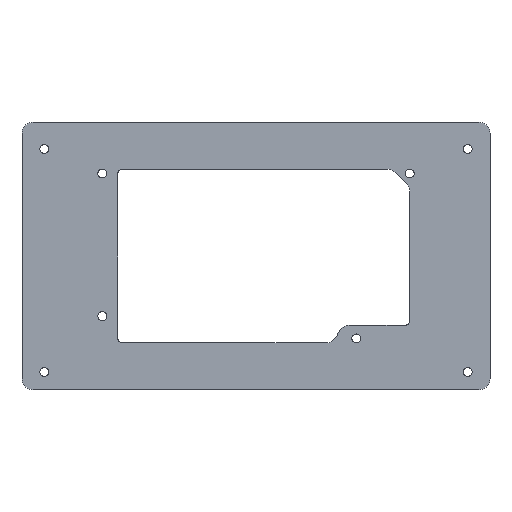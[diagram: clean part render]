
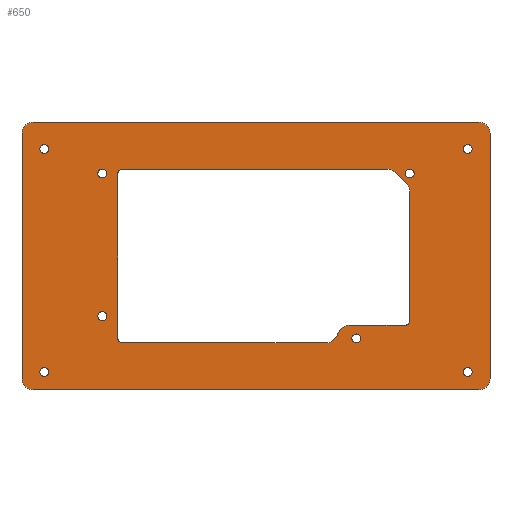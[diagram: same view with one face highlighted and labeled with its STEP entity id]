
A CAD part, top view. The second image highlights one B-rep face of the part: STEP entity #650.
In plain terms, the highlighted planar face has unit normal (0, 0, 1).
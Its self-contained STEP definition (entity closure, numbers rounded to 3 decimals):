
#24=FACE_BOUND('',#119,.T.);
#25=FACE_BOUND('',#120,.T.);
#26=FACE_BOUND('',#121,.T.);
#27=FACE_BOUND('',#122,.T.);
#28=FACE_BOUND('',#123,.T.);
#29=FACE_BOUND('',#124,.T.);
#30=FACE_BOUND('',#125,.T.);
#31=FACE_BOUND('',#126,.T.);
#32=FACE_BOUND('',#127,.T.);
#45=PLANE('',#734);
#77=FACE_OUTER_BOUND('',#118,.T.);
#118=EDGE_LOOP('',(#570,#571,#572,#573,#574,#575,#576,#577));
#119=EDGE_LOOP('',(#578,#579,#580,#581,#582,#583,#584,#585,#586,#587,#588,
#589,#590,#591));
#120=EDGE_LOOP('',(#592));
#121=EDGE_LOOP('',(#593));
#122=EDGE_LOOP('',(#594));
#123=EDGE_LOOP('',(#595));
#124=EDGE_LOOP('',(#596));
#125=EDGE_LOOP('',(#597));
#126=EDGE_LOOP('',(#598));
#127=EDGE_LOOP('',(#599));
#130=LINE('',#941,#182);
#138=LINE('',#965,#190);
#143=LINE('',#980,#195);
#146=LINE('',#991,#198);
#149=LINE('',#1000,#201);
#158=LINE('',#1044,#210);
#161=LINE('',#1054,#213);
#169=LINE('',#1083,#221);
#172=LINE('',#1091,#224);
#175=LINE('',#1099,#227);
#178=LINE('',#1107,#230);
#182=VECTOR('',#747,10.);
#190=VECTOR('',#769,10.);
#195=VECTOR('',#782,10.);
#198=VECTOR('',#793,10.);
#201=VECTOR('',#804,10.);
#210=VECTOR('',#847,10.);
#213=VECTOR('',#860,10.);
#221=VECTOR('',#894,10.);
#224=VECTOR('',#903,10.);
#227=VECTOR('',#912,10.);
#230=VECTOR('',#921,10.);
#232=CIRCLE('',#666,5.);
#235=CIRCLE('',#671,5.);
#237=CIRCLE('',#674,5.);
#239=CIRCLE('',#678,2.);
#241=CIRCLE('',#682,2.);
#243=CIRCLE('',#686,2.);
#244=CIRCLE('',#689,5.);
#258=CIRCLE('',#706,2.);
#259=CIRCLE('',#708,2.);
#260=CIRCLE('',#711,2.);
#261=CIRCLE('',#713,2.);
#262=CIRCLE('',#715,2.);
#263=CIRCLE('',#717,2.);
#264=CIRCLE('',#719,2.);
#265=CIRCLE('',#721,2.);
#266=CIRCLE('',#724,5.);
#267=CIRCLE('',#727,5.);
#268=CIRCLE('',#730,5.);
#269=CIRCLE('',#733,5.);
#270=VERTEX_POINT('',#931);
#271=VERTEX_POINT('',#932);
#274=VERTEX_POINT('',#940);
#277=VERTEX_POINT('',#948);
#280=VERTEX_POINT('',#955);
#281=VERTEX_POINT('',#957);
#283=VERTEX_POINT('',#963);
#286=VERTEX_POINT('',#970);
#287=VERTEX_POINT('',#972);
#289=VERTEX_POINT('',#978);
#292=VERTEX_POINT('',#985);
#293=VERTEX_POINT('',#987);
#295=VERTEX_POINT('',#996);
#296=VERTEX_POINT('',#1003);
#314=VERTEX_POINT('',#1046);
#315=VERTEX_POINT('',#1050);
#316=VERTEX_POINT('',#1056);
#317=VERTEX_POINT('',#1060);
#318=VERTEX_POINT('',#1064);
#319=VERTEX_POINT('',#1068);
#320=VERTEX_POINT('',#1072);
#321=VERTEX_POINT('',#1076);
#322=VERTEX_POINT('',#1080);
#323=VERTEX_POINT('',#1082);
#324=VERTEX_POINT('',#1086);
#325=VERTEX_POINT('',#1090);
#326=VERTEX_POINT('',#1094);
#327=VERTEX_POINT('',#1098);
#328=VERTEX_POINT('',#1102);
#329=VERTEX_POINT('',#1106);
#330=EDGE_CURVE('',#270,#271,#232,.T.);
#334=EDGE_CURVE('',#274,#271,#130,.T.);
#338=EDGE_CURVE('',#274,#277,#235,.T.);
#342=EDGE_CURVE('',#280,#281,#237,.T.);
#346=EDGE_CURVE('',#280,#283,#138,.T.);
#349=EDGE_CURVE('',#286,#287,#239,.T.);
#353=EDGE_CURVE('',#286,#289,#143,.T.);
#356=EDGE_CURVE('',#292,#293,#241,.T.);
#358=EDGE_CURVE('',#292,#277,#146,.T.);
#362=EDGE_CURVE('',#295,#283,#243,.T.);
#363=EDGE_CURVE('',#295,#293,#149,.T.);
#365=EDGE_CURVE('',#296,#289,#244,.T.);
#386=EDGE_CURVE('',#270,#287,#158,.T.);
#387=EDGE_CURVE('',#314,#314,#258,.T.);
#389=EDGE_CURVE('',#315,#315,#259,.T.);
#391=EDGE_CURVE('',#296,#281,#161,.T.);
#392=EDGE_CURVE('',#316,#316,#260,.T.);
#394=EDGE_CURVE('',#317,#317,#261,.T.);
#396=EDGE_CURVE('',#318,#318,#262,.T.);
#398=EDGE_CURVE('',#319,#319,#263,.T.);
#400=EDGE_CURVE('',#320,#320,#264,.T.);
#402=EDGE_CURVE('',#321,#321,#265,.T.);
#405=EDGE_CURVE('',#323,#322,#169,.T.);
#407=EDGE_CURVE('',#324,#323,#266,.T.);
#409=EDGE_CURVE('',#325,#324,#172,.T.);
#411=EDGE_CURVE('',#326,#325,#267,.T.);
#413=EDGE_CURVE('',#327,#326,#175,.T.);
#415=EDGE_CURVE('',#328,#327,#268,.T.);
#417=EDGE_CURVE('',#329,#328,#178,.T.);
#419=EDGE_CURVE('',#322,#329,#269,.T.);
#570=ORIENTED_EDGE('',*,*,#419,.T.);
#571=ORIENTED_EDGE('',*,*,#417,.T.);
#572=ORIENTED_EDGE('',*,*,#415,.T.);
#573=ORIENTED_EDGE('',*,*,#413,.T.);
#574=ORIENTED_EDGE('',*,*,#411,.T.);
#575=ORIENTED_EDGE('',*,*,#409,.T.);
#576=ORIENTED_EDGE('',*,*,#407,.T.);
#577=ORIENTED_EDGE('',*,*,#405,.T.);
#578=ORIENTED_EDGE('',*,*,#365,.F.);
#579=ORIENTED_EDGE('',*,*,#391,.T.);
#580=ORIENTED_EDGE('',*,*,#342,.F.);
#581=ORIENTED_EDGE('',*,*,#346,.T.);
#582=ORIENTED_EDGE('',*,*,#362,.F.);
#583=ORIENTED_EDGE('',*,*,#363,.T.);
#584=ORIENTED_EDGE('',*,*,#356,.F.);
#585=ORIENTED_EDGE('',*,*,#358,.T.);
#586=ORIENTED_EDGE('',*,*,#338,.F.);
#587=ORIENTED_EDGE('',*,*,#334,.T.);
#588=ORIENTED_EDGE('',*,*,#330,.F.);
#589=ORIENTED_EDGE('',*,*,#386,.T.);
#590=ORIENTED_EDGE('',*,*,#349,.F.);
#591=ORIENTED_EDGE('',*,*,#353,.T.);
#592=ORIENTED_EDGE('',*,*,#394,.T.);
#593=ORIENTED_EDGE('',*,*,#392,.T.);
#594=ORIENTED_EDGE('',*,*,#389,.T.);
#595=ORIENTED_EDGE('',*,*,#387,.T.);
#596=ORIENTED_EDGE('',*,*,#402,.T.);
#597=ORIENTED_EDGE('',*,*,#400,.T.);
#598=ORIENTED_EDGE('',*,*,#398,.T.);
#599=ORIENTED_EDGE('',*,*,#396,.T.);
#650=ADVANCED_FACE('',(#77,#24,#25,#26,#27,#28,#29,#30,#31,#32),#45,.T.);
#666=AXIS2_PLACEMENT_3D('',#933,#739,#740);
#671=AXIS2_PLACEMENT_3D('',#949,#754,#755);
#674=AXIS2_PLACEMENT_3D('',#958,#762,#763);
#678=AXIS2_PLACEMENT_3D('',#973,#775,#776);
#682=AXIS2_PLACEMENT_3D('',#988,#788,#789);
#686=AXIS2_PLACEMENT_3D('',#998,#800,#801);
#689=AXIS2_PLACEMENT_3D('',#1004,#808,#809);
#706=AXIS2_PLACEMENT_3D('',#1047,#850,#851);
#708=AXIS2_PLACEMENT_3D('',#1051,#855,#856);
#711=AXIS2_PLACEMENT_3D('',#1057,#863,#864);
#713=AXIS2_PLACEMENT_3D('',#1061,#868,#869);
#715=AXIS2_PLACEMENT_3D('',#1065,#873,#874);
#717=AXIS2_PLACEMENT_3D('',#1069,#878,#879);
#719=AXIS2_PLACEMENT_3D('',#1073,#883,#884);
#721=AXIS2_PLACEMENT_3D('',#1077,#888,#889);
#724=AXIS2_PLACEMENT_3D('',#1087,#898,#899);
#727=AXIS2_PLACEMENT_3D('',#1095,#907,#908);
#730=AXIS2_PLACEMENT_3D('',#1103,#916,#917);
#733=AXIS2_PLACEMENT_3D('',#1110,#925,#926);
#734=AXIS2_PLACEMENT_3D('',#1111,#927,#928);
#739=DIRECTION('center_axis',(0.,0.,1.));
#740=DIRECTION('ref_axis',(0.924,0.383,0.));
#747=DIRECTION('',(0.707,-0.707,0.));
#754=DIRECTION('center_axis',(0.,0.,1.));
#755=DIRECTION('ref_axis',(0.383,0.924,0.));
#762=DIRECTION('center_axis',(0.,0.,1.));
#763=DIRECTION('ref_axis',(0.501,-0.865,0.));
#769=DIRECTION('',(-1.,0.,0.));
#775=DIRECTION('center_axis',(0.,0.,1.));
#776=DIRECTION('ref_axis',(0.707,-0.707,0.));
#782=DIRECTION('',(-1.,0.,0.));
#788=DIRECTION('center_axis',(0.,0.,1.));
#789=DIRECTION('ref_axis',(-0.707,0.707,0.));
#793=DIRECTION('',(1.,0.,0.));
#800=DIRECTION('center_axis',(0.,0.,1.));
#801=DIRECTION('ref_axis',(-0.707,-0.707,0.));
#804=DIRECTION('',(0.,1.,0.));
#808=DIRECTION('center_axis',(0.,0.,-1.));
#809=DIRECTION('ref_axis',(-0.501,0.865,0.));
#847=DIRECTION('',(0.,-1.,0.));
#850=DIRECTION('center_axis',(0.,0.,-1.));
#851=DIRECTION('ref_axis',(1.,0.,0.));
#855=DIRECTION('center_axis',(0.,0.,-1.));
#856=DIRECTION('ref_axis',(1.,0.,0.));
#860=DIRECTION('',(-0.497,-0.868,0.));
#863=DIRECTION('center_axis',(0.,0.,-1.));
#864=DIRECTION('ref_axis',(1.,0.,0.));
#868=DIRECTION('center_axis',(0.,0.,-1.));
#869=DIRECTION('ref_axis',(1.,0.,0.));
#873=DIRECTION('center_axis',(0.,0.,-1.));
#874=DIRECTION('ref_axis',(1.,0.,0.));
#878=DIRECTION('center_axis',(0.,0.,-1.));
#879=DIRECTION('ref_axis',(1.,0.,0.));
#883=DIRECTION('center_axis',(0.,0.,-1.));
#884=DIRECTION('ref_axis',(1.,0.,0.));
#888=DIRECTION('center_axis',(0.,0.,-1.));
#889=DIRECTION('ref_axis',(1.,0.,0.));
#894=DIRECTION('',(0.,-1.,0.));
#898=DIRECTION('center_axis',(0.,0.,1.));
#899=DIRECTION('ref_axis',(0.,1.,0.));
#903=DIRECTION('',(-1.,0.,0.));
#907=DIRECTION('center_axis',(0.,0.,1.));
#908=DIRECTION('ref_axis',(1.,0.,0.));
#912=DIRECTION('',(0.,1.,0.));
#916=DIRECTION('center_axis',(0.,0.,1.));
#917=DIRECTION('ref_axis',(0.,-1.,0.));
#921=DIRECTION('',(1.,0.,0.));
#925=DIRECTION('center_axis',(0.,0.,1.));
#926=DIRECTION('ref_axis',(-1.,0.,0.));
#927=DIRECTION('center_axis',(0.,0.,1.));
#928=DIRECTION('ref_axis',(1.,0.,0.));
#931=CARTESIAN_POINT('',(69.,28.929,1.499));
#932=CARTESIAN_POINT('',(67.536,32.464,1.499));
#933=CARTESIAN_POINT('Origin',(64.,28.929,1.499));
#940=CARTESIAN_POINT('',(62.464,37.536,1.499));
#941=CARTESIAN_POINT('',(65.,35.,1.499));
#948=CARTESIAN_POINT('',(58.929,39.,1.499));
#949=CARTESIAN_POINT('Origin',(58.929,34.,1.499));
#955=CARTESIAN_POINT('',(31.517,-39.,1.499));
#957=CARTESIAN_POINT('',(35.854,-36.487,1.499));
#958=CARTESIAN_POINT('Origin',(31.517,-34.,1.499));
#963=CARTESIAN_POINT('',(-60.,-39.,1.499));
#965=CARTESIAN_POINT('',(-62.,-39.,1.499));
#970=CARTESIAN_POINT('',(67.,-31.,1.499));
#972=CARTESIAN_POINT('',(69.,-29.,1.499));
#973=CARTESIAN_POINT('Origin',(67.,-29.,1.499));
#978=CARTESIAN_POINT('',(41.897,-31.,1.499));
#980=CARTESIAN_POINT('',(39.,-31.,1.499));
#985=CARTESIAN_POINT('',(-60.,39.,1.499));
#987=CARTESIAN_POINT('',(-62.,37.,1.499));
#988=CARTESIAN_POINT('Origin',(-60.,37.,1.499));
#991=CARTESIAN_POINT('',(69.,39.,1.499));
#996=CARTESIAN_POINT('',(-62.,-37.,1.499));
#998=CARTESIAN_POINT('Origin',(-60.,-37.,1.499));
#1000=CARTESIAN_POINT('',(-62.,39.,1.499));
#1003=CARTESIAN_POINT('',(37.559,-33.513,1.499));
#1004=CARTESIAN_POINT('Origin',(41.897,-36.,1.499));
#1044=CARTESIAN_POINT('',(69.,-31.,1.499));
#1046=CARTESIAN_POINT('',(-71.,-27.,1.499));
#1047=CARTESIAN_POINT('Origin',(-69.,-27.,1.499));
#1050=CARTESIAN_POINT('',(43.,-37.,1.499));
#1051=CARTESIAN_POINT('Origin',(45.,-37.,1.499));
#1054=CARTESIAN_POINT('',(34.413,-39.,1.499));
#1056=CARTESIAN_POINT('',(67.,37.,1.499));
#1057=CARTESIAN_POINT('Origin',(69.,37.,1.499));
#1060=CARTESIAN_POINT('',(-71.,37.,1.499));
#1061=CARTESIAN_POINT('Origin',(-69.,37.,1.499));
#1064=CARTESIAN_POINT('',(93.,48.,1.499));
#1065=CARTESIAN_POINT('Origin',(95.,48.,1.499));
#1068=CARTESIAN_POINT('',(93.,-52.,1.499));
#1069=CARTESIAN_POINT('Origin',(95.,-52.,1.499));
#1072=CARTESIAN_POINT('',(-97.,48.,1.499));
#1073=CARTESIAN_POINT('Origin',(-95.,48.,1.499));
#1076=CARTESIAN_POINT('',(-97.,-52.,1.499));
#1077=CARTESIAN_POINT('Origin',(-95.,-52.,1.499));
#1080=CARTESIAN_POINT('',(-105.,-55.,1.499));
#1082=CARTESIAN_POINT('',(-105.,55.,1.499));
#1083=CARTESIAN_POINT('',(-105.,55.,1.499));
#1086=CARTESIAN_POINT('',(-100.,60.,1.499));
#1087=CARTESIAN_POINT('Origin',(-100.,55.,1.499));
#1090=CARTESIAN_POINT('',(100.,60.,1.499));
#1091=CARTESIAN_POINT('',(100.,60.,1.499));
#1094=CARTESIAN_POINT('',(105.,55.,1.499));
#1095=CARTESIAN_POINT('Origin',(100.,55.,1.499));
#1098=CARTESIAN_POINT('',(105.,-55.,1.499));
#1099=CARTESIAN_POINT('',(105.,-55.,1.499));
#1102=CARTESIAN_POINT('',(100.,-60.,1.499));
#1103=CARTESIAN_POINT('Origin',(100.,-55.,1.499));
#1106=CARTESIAN_POINT('',(-100.,-60.,1.499));
#1107=CARTESIAN_POINT('',(-100.,-60.,1.499));
#1110=CARTESIAN_POINT('Origin',(-100.,-55.,1.499));
#1111=CARTESIAN_POINT('Origin',(0.,0.,
1.499));
